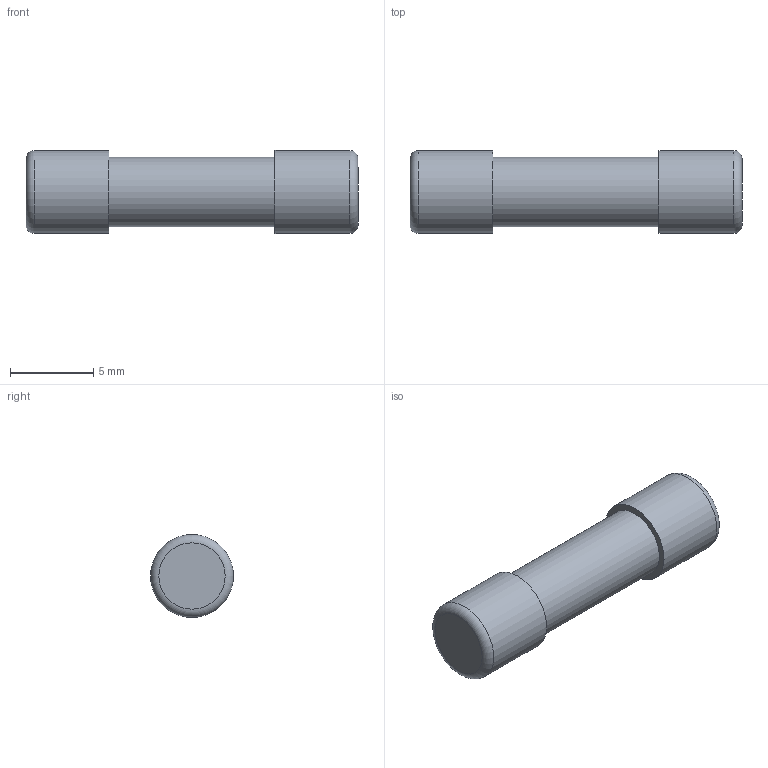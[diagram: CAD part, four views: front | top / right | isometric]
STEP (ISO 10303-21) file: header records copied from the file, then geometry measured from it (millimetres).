
FILE_DESCRIPTION(/* description */ (''),/* implementation_level */ '2;1');
FILE_NAME(/* name */ 'FUSE_5X20_CERAMIC_h.stp',/* time_stamp */ '2015-11-02T11:02:47+01:00',/* author */ ('bcivel'),/* organization */ (''),/* preprocessor_version */ 'ST-DEVELOPER v15.5',/* originating_system */ 'AutoCAD Mechanical',/* authorisation */ '');
FILE_SCHEMA (('AUTOMOTIVE_DESIGN { 1 0 10303 214 3 1 1 }'));
Length unit declared in the file: millimetre
Products named in the file (1): Product
Bounding box: 20 x 5 x 5 mm (x, y, z)
Volume: 334.6 mm3; surface area: 643.9 mm2
Topology: 4 solids, 4 shells, 18 faces, 24 edges, 16 vertices
Faces by surface type: plane 10, cylinder 5, torus 2, bspline 1
Full cylindrical faces by diameter (mm): 4.2 x3, 5 x2
Entity records: 397 total; most frequent: CARTESIAN_POINT 70, DIRECTION 68, ORIENTED_EDGE 34, AXIS2_PLACEMENT_3D 34, EDGE_LOOP 27, FACE_OUTER_BOUND 18, ADVANCED_FACE 18, EDGE_CURVE 17
